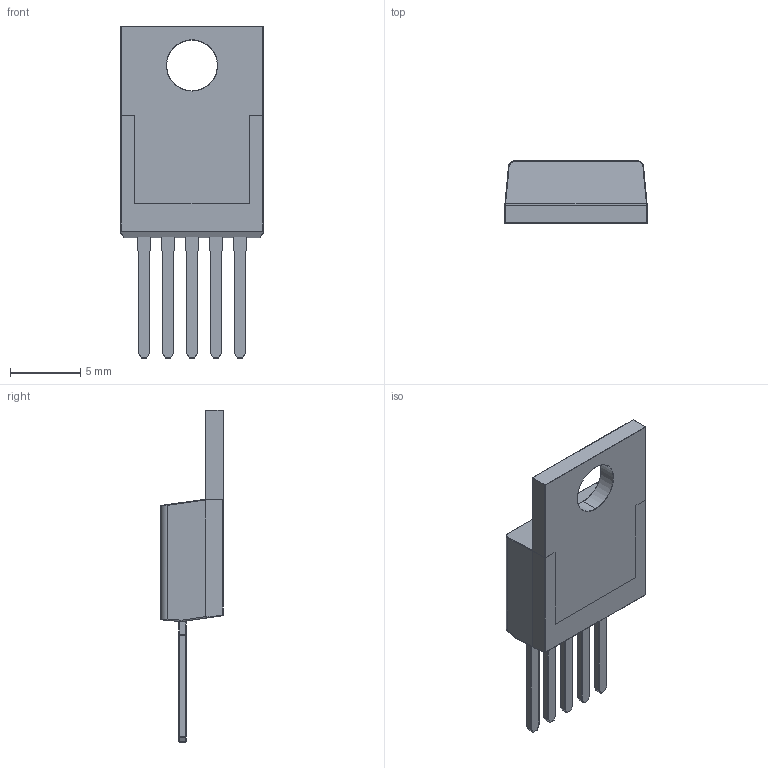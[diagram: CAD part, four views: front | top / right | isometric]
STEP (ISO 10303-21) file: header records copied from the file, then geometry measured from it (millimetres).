
FILE_DESCRIPTION (( 'STEP AP214' ), '1' );
FILE_NAME ('User Library-TO220-5T PCB.STEP', '2018-03-03T10:05:56', ( '' ), ( '' ), 'SwSTEP 2.0', 'SolidWorks 2018', '' );
FILE_SCHEMA (( 'AUTOMOTIVE_DESIGN' ));
Length unit declared in the file: millimetre
Products named in the file (1): User Library-TO220-5T PCB
Bounding box: 10.12 x 4.46 x 23.57 mm (x, y, z)
Volume: 453.3 mm3; surface area: 727.9 mm2
Topology: 2 solids, 2 shells, 547 faces, 1358 edges, 774 vertices
Faces by surface type: plane 234, cylinder 163, sphere 68, bspline 54, torus 28
Entity records: 24282 total; most frequent: CARTESIAN_POINT 5956, ORIENTED_EDGE 2580, DIRECTION 2474, EDGE_CURVE 1290, AXIS2_PLACEMENT_3D 828, VECTOR 818, LINE 818, VERTEX_POINT 774
